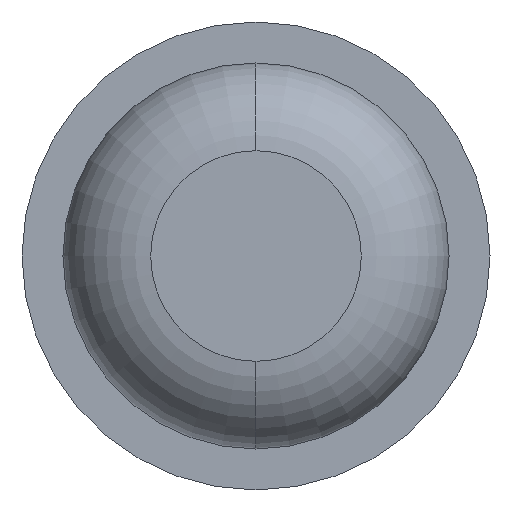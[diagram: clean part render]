
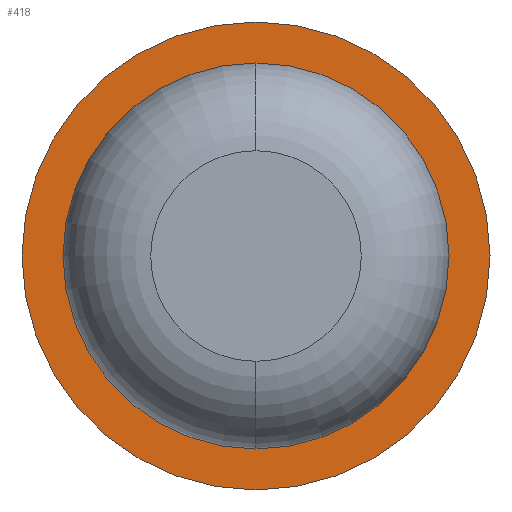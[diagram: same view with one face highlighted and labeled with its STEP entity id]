
A CAD part, front view. The second image highlights one B-rep face of the part: STEP entity #418.
In plain terms, the highlighted planar face has unit normal (0, -1, 0).
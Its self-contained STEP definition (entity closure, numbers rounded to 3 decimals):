
#106 = ORIENTED_EDGE ( 'NONE', *, *, #2896, .T. ) ;
#418 = ADVANCED_FACE ( 'Defeature ausgef�hrt1_35', ( #4102, #1942 ), #1479, .F. ) ;
#661 = AXIS2_PLACEMENT_3D ( 'NONE', #4048, #4375, #3008 ) ;
#960 = EDGE_LOOP ( 'NONE', ( #3056, #3430 ) ) ;
#970 = EDGE_CURVE ( 'Defeature ausgef�hrt1_36+Defeature ausgef�hrt1_35+Defeature ausgef�hrt1_35+Defeature ausgef�hrt1_35', #3338, #2380, #3316, .T. ) ;
#983 = EDGE_LOOP ( 'NONE', ( #2736, #106 ) ) ;
#1059 = DIRECTION ( 'NONE',  ( -1., 0., 0. ) ) ;
#1295 = VERTEX_POINT ( 'NONE', #1841 ) ;
#1319 = AXIS2_PLACEMENT_3D ( 'NONE', #2838, #1759, #3176 ) ;
#1462 = CARTESIAN_POINT ( 'NONE',  ( 0., -9., 0. ) ) ;
#1479 = PLANE ( 'NONE',  #1845 ) ;
#1494 = CARTESIAN_POINT ( 'NONE',  ( 0.825, -9., 0. ) ) ;
#1580 = EDGE_CURVE ( 'Defeature ausgef�hrt1_35+Defeature ausgef�hrt1_31+Defeature ausgef�hrt1_31+Defeature ausgef�hrt1_31', #1295, #3917, #2761, .T. ) ;
#1627 = DIRECTION ( 'NONE',  ( -1., 0., 0. ) ) ;
#1759 = DIRECTION ( 'NONE',  ( 0., 1., 0. ) ) ;
#1788 = DIRECTION ( 'NONE',  ( 0., 1., 0. ) ) ;
#1841 = CARTESIAN_POINT ( 'NONE',  ( 0., -9., 0.825 ) ) ;
#1845 = AXIS2_PLACEMENT_3D ( 'NONE', #1494, #1788, #2886 ) ;
#1889 = CIRCLE ( 'NONE', #3242, 1. ) ;
#1906 = AXIS2_PLACEMENT_3D ( 'NONE', #1944, #4327, #1627 ) ;
#1942 = FACE_BOUND ( 'NONE', #983, .T. ) ;
#1944 = CARTESIAN_POINT ( 'NONE',  ( 0., -9., 0. ) ) ;
#2380 = VERTEX_POINT ( 'NONE', #3480 ) ;
#2415 = DIRECTION ( 'NONE',  ( 0., 1., 0. ) ) ;
#2736 = ORIENTED_EDGE ( 'NONE', *, *, #1580, .T. ) ;
#2761 = CIRCLE ( 'NONE', #661, 0.825 ) ;
#2838 = CARTESIAN_POINT ( 'NONE',  ( 0., -9., 0. ) ) ;
#2886 = DIRECTION ( 'NONE',  ( -1., 0., 0. ) ) ;
#2896 = EDGE_CURVE ( 'Defeature ausgef�hrt1_35+Defeature ausgef�hrt1_31+Defeature ausgef�hrt1_31+Defeature ausgef�hrt1_31', #3917, #1295, #3394, .T. ) ;
#3008 = DIRECTION ( 'NONE',  ( -1., 0., 0. ) ) ;
#3056 = ORIENTED_EDGE ( 'NONE', *, *, #970, .F. ) ;
#3176 = DIRECTION ( 'NONE',  ( -1., 0., 0. ) ) ;
#3242 = AXIS2_PLACEMENT_3D ( 'NONE', #1462, #2415, #1059 ) ;
#3316 = CIRCLE ( 'NONE', #1906, 1. ) ;
#3338 = VERTEX_POINT ( 'NONE', #4409 ) ;
#3394 = CIRCLE ( 'NONE', #1319, 0.825 ) ;
#3430 = ORIENTED_EDGE ( 'NONE', *, *, #3897, .F. ) ;
#3480 = CARTESIAN_POINT ( 'NONE',  ( 1., -9., 0. ) ) ;
#3502 = CARTESIAN_POINT ( 'NONE',  ( 0., -9., -0.825 ) ) ;
#3897 = EDGE_CURVE ( 'Defeature ausgef�hrt1_36+Defeature ausgef�hrt1_35+Defeature ausgef�hrt1_35+Defeature ausgef�hrt1_35', #2380, #3338, #1889, .T. ) ;
#3917 = VERTEX_POINT ( 'NONE', #3502 ) ;
#4048 = CARTESIAN_POINT ( 'NONE',  ( 0., -9., 0. ) ) ;
#4102 = FACE_OUTER_BOUND ( 'NONE', #960, .T. ) ;
#4327 = DIRECTION ( 'NONE',  ( 0., 1., 0. ) ) ;
#4375 = DIRECTION ( 'NONE',  ( 0., 1., 0. ) ) ;
#4409 = CARTESIAN_POINT ( 'NONE',  ( -1., -9., 0. ) ) ;
